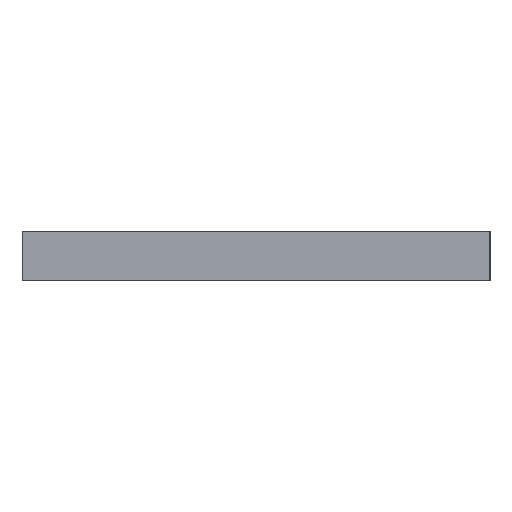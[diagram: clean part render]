
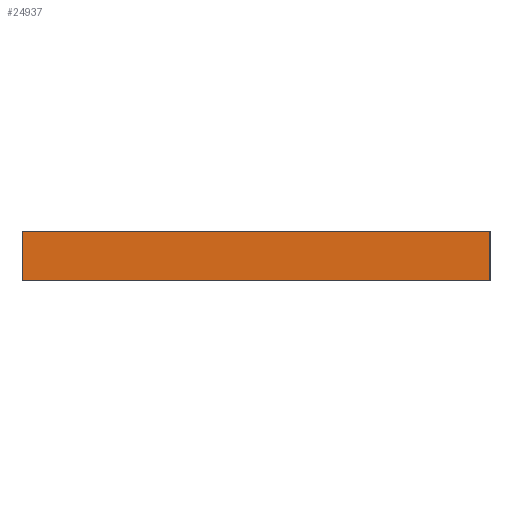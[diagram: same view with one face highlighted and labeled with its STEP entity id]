
A CAD part, left-side view. The second image highlights one B-rep face of the part: STEP entity #24937.
In plain terms, the highlighted planar face has unit normal (-1, 0, 0).
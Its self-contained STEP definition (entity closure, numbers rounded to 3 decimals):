
#83 = PLANE('',#84);
#84 = AXIS2_PLACEMENT_3D('',#85,#86,#87);
#85 = CARTESIAN_POINT('',(-0.315,-0.111,1.6));
#86 = DIRECTION('',(0.,0.,-1.));
#87 = DIRECTION('',(-1.,0.,0.));
#137 = PLANE('',#138);
#138 = AXIS2_PLACEMENT_3D('',#139,#140,#141);
#139 = CARTESIAN_POINT('',(-0.315,-0.111,0.));
#140 = DIRECTION('',(0.,0.,-1.));
#141 = DIRECTION('',(-1.,0.,0.));
#808 = VERTEX_POINT('',#809);
#809 = CARTESIAN_POINT('',(-28.5,-7.5,0.));
#823 = PLANE('',#824);
#824 = AXIS2_PLACEMENT_3D('',#825,#826,#827);
#825 = CARTESIAN_POINT('',(-23.5,-7.5,0.));
#826 = DIRECTION('',(0.,-1.,0.));
#827 = DIRECTION('',(-1.,0.,0.));
#835 = EDGE_CURVE('',#808,#836,#838,.T.);
#836 = VERTEX_POINT('',#837);
#837 = CARTESIAN_POINT('',(-28.5,7.5,0.));
#838 = SURFACE_CURVE('',#839,(#843,#850),.PCURVE_S1.);
#839 = LINE('',#840,#841);
#840 = CARTESIAN_POINT('',(-28.5,-7.5,0.));
#841 = VECTOR('',#842,1.);
#842 = DIRECTION('',(0.,1.,0.));
#843 = PCURVE('',#137,#844);
#844 = DEFINITIONAL_REPRESENTATION('',(#845),#849);
#845 = LINE('',#846,#847);
#846 = CARTESIAN_POINT('',(28.185,-7.389));
#847 = VECTOR('',#848,1.);
#848 = DIRECTION('',(0.,1.));
#849 = ( GEOMETRIC_REPRESENTATION_CONTEXT(2) 
PARAMETRIC_REPRESENTATION_CONTEXT() REPRESENTATION_CONTEXT('2D SPACE',''
  ) );
#850 = PCURVE('',#851,#856);
#851 = PLANE('',#852);
#852 = AXIS2_PLACEMENT_3D('',#853,#854,#855);
#853 = CARTESIAN_POINT('',(-28.5,-7.5,0.));
#854 = DIRECTION('',(-1.,0.,0.));
#855 = DIRECTION('',(0.,1.,0.));
#856 = DEFINITIONAL_REPRESENTATION('',(#857),#861);
#857 = LINE('',#858,#859);
#858 = CARTESIAN_POINT('',(0.,0.));
#859 = VECTOR('',#860,1.);
#860 = DIRECTION('',(1.,0.));
#861 = ( GEOMETRIC_REPRESENTATION_CONTEXT(2) 
PARAMETRIC_REPRESENTATION_CONTEXT() REPRESENTATION_CONTEXT('2D SPACE',''
  ) );
#879 = PLANE('',#880);
#880 = AXIS2_PLACEMENT_3D('',#881,#882,#883);
#881 = CARTESIAN_POINT('',(-28.5,7.5,0.));
#882 = DIRECTION('',(0.,1.,0.));
#883 = DIRECTION('',(1.,0.,0.));
#13598 = VERTEX_POINT('',#13599);
#13599 = CARTESIAN_POINT('',(-28.5,-7.5,1.6));
#13620 = EDGE_CURVE('',#13598,#13621,#13623,.T.);
#13621 = VERTEX_POINT('',#13622);
#13622 = CARTESIAN_POINT('',(-28.5,7.5,1.6));
#13623 = SURFACE_CURVE('',#13624,(#13628,#13635),.PCURVE_S1.);
#13624 = LINE('',#13625,#13626);
#13625 = CARTESIAN_POINT('',(-28.5,-7.5,1.6));
#13626 = VECTOR('',#13627,1.);
#13627 = DIRECTION('',(0.,1.,0.));
#13628 = PCURVE('',#83,#13629);
#13629 = DEFINITIONAL_REPRESENTATION('',(#13630),#13634);
#13630 = LINE('',#13631,#13632);
#13631 = CARTESIAN_POINT('',(28.185,-7.389));
#13632 = VECTOR('',#13633,1.);
#13633 = DIRECTION('',(0.,1.));
#13634 = ( GEOMETRIC_REPRESENTATION_CONTEXT(2) 
PARAMETRIC_REPRESENTATION_CONTEXT() REPRESENTATION_CONTEXT('2D SPACE',''
  ) );
#13635 = PCURVE('',#851,#13636);
#13636 = DEFINITIONAL_REPRESENTATION('',(#13637),#13641);
#13637 = LINE('',#13638,#13639);
#13638 = CARTESIAN_POINT('',(0.,-1.6));
#13639 = VECTOR('',#13640,1.);
#13640 = DIRECTION('',(1.,0.));
#13641 = ( GEOMETRIC_REPRESENTATION_CONTEXT(2) 
PARAMETRIC_REPRESENTATION_CONTEXT() REPRESENTATION_CONTEXT('2D SPACE',''
  ) );
#24887 = EDGE_CURVE('',#836,#13621,#24888,.T.);
#24888 = SURFACE_CURVE('',#24889,(#24893,#24900),.PCURVE_S1.);
#24889 = LINE('',#24890,#24891);
#24890 = CARTESIAN_POINT('',(-28.5,7.5,0.));
#24891 = VECTOR('',#24892,1.);
#24892 = DIRECTION('',(0.,0.,1.));
#24893 = PCURVE('',#879,#24894);
#24894 = DEFINITIONAL_REPRESENTATION('',(#24895),#24899);
#24895 = LINE('',#24896,#24897);
#24896 = CARTESIAN_POINT('',(0.,0.));
#24897 = VECTOR('',#24898,1.);
#24898 = DIRECTION('',(0.,-1.));
#24899 = ( GEOMETRIC_REPRESENTATION_CONTEXT(2) 
PARAMETRIC_REPRESENTATION_CONTEXT() REPRESENTATION_CONTEXT('2D SPACE',''
  ) );
#24900 = PCURVE('',#851,#24901);
#24901 = DEFINITIONAL_REPRESENTATION('',(#24902),#24906);
#24902 = LINE('',#24903,#24904);
#24903 = CARTESIAN_POINT('',(15.,0.));
#24904 = VECTOR('',#24905,1.);
#24905 = DIRECTION('',(0.,-1.));
#24906 = ( GEOMETRIC_REPRESENTATION_CONTEXT(2) 
PARAMETRIC_REPRESENTATION_CONTEXT() REPRESENTATION_CONTEXT('2D SPACE',''
  ) );
#24916 = EDGE_CURVE('',#808,#13598,#24917,.T.);
#24917 = SURFACE_CURVE('',#24918,(#24922,#24929),.PCURVE_S1.);
#24918 = LINE('',#24919,#24920);
#24919 = CARTESIAN_POINT('',(-28.5,-7.5,0.));
#24920 = VECTOR('',#24921,1.);
#24921 = DIRECTION('',(0.,0.,1.));
#24922 = PCURVE('',#823,#24923);
#24923 = DEFINITIONAL_REPRESENTATION('',(#24924),#24928);
#24924 = LINE('',#24925,#24926);
#24925 = CARTESIAN_POINT('',(5.,0.));
#24926 = VECTOR('',#24927,1.);
#24927 = DIRECTION('',(0.,-1.));
#24928 = ( GEOMETRIC_REPRESENTATION_CONTEXT(2) 
PARAMETRIC_REPRESENTATION_CONTEXT() REPRESENTATION_CONTEXT('2D SPACE',''
  ) );
#24929 = PCURVE('',#851,#24930);
#24930 = DEFINITIONAL_REPRESENTATION('',(#24931),#24935);
#24931 = LINE('',#24932,#24933);
#24932 = CARTESIAN_POINT('',(0.,0.));
#24933 = VECTOR('',#24934,1.);
#24934 = DIRECTION('',(0.,-1.));
#24935 = ( GEOMETRIC_REPRESENTATION_CONTEXT(2) 
PARAMETRIC_REPRESENTATION_CONTEXT() REPRESENTATION_CONTEXT('2D SPACE',''
  ) );
#24937 = ADVANCED_FACE('',(#24938),#851,.T.);
#24938 = FACE_BOUND('',#24939,.T.);
#24939 = EDGE_LOOP('',(#24940,#24941,#24942,#24943));
#24940 = ORIENTED_EDGE('',*,*,#24916,.T.);
#24941 = ORIENTED_EDGE('',*,*,#13620,.T.);
#24942 = ORIENTED_EDGE('',*,*,#24887,.F.);
#24943 = ORIENTED_EDGE('',*,*,#835,.F.);
